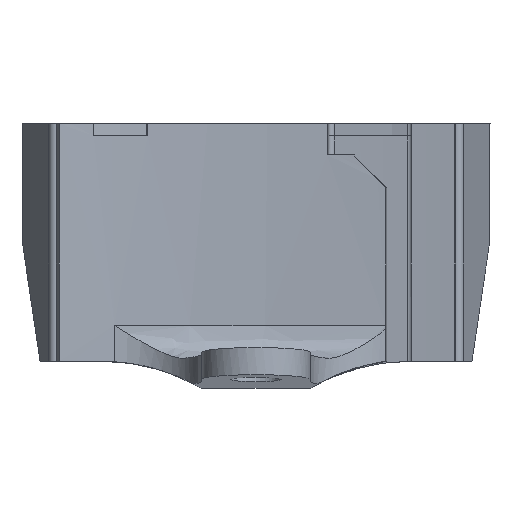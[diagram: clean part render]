
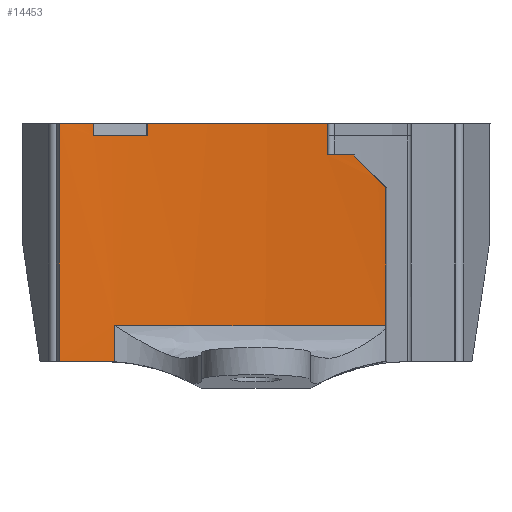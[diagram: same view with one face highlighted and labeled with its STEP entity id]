
A CAD part, front view. The second image highlights one B-rep face of the part: STEP entity #14453.
In plain terms, the highlighted cylindrical face has radius 239.292 mm (diameter 478.585 mm), a partial arc.
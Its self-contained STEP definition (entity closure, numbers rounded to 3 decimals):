
#2076=CYLINDRICAL_SURFACE('',#14575,239.292);
#2123=CIRCLE('',#14577,239.292);
#2124=CIRCLE('',#14578,239.292);
#2125=CIRCLE('',#14579,239.292);
#2126=CIRCLE('',#14580,239.292);
#2127=CIRCLE('',#14581,239.292);
#2864=FACE_OUTER_BOUND('',#3643,.T.);
#3643=EDGE_LOOP('',(#12605,#12606,#12607,#12608,#12609,#12610,#12611,#12612,
#12613,#12614,#12615,#12616,#12617,#12618));
#3744=B_SPLINE_CURVE_WITH_KNOTS('',3,(#28811,#28812,#28813,#28814),
 .UNSPECIFIED.,.F.,.F.,(4,4),(-5.696,-5.474),
 .UNSPECIFIED.);
#4474=LINE('',#28789,#5275);
#4475=LINE('',#28795,#5276);
#4476=LINE('',#28799,#5277);
#4477=LINE('',#28803,#5278);
#4478=LINE('',#28807,#5279);
#4479=LINE('',#28815,#5280);
#5275=VECTOR('',#15441,10.);
#5276=VECTOR('',#15446,10.);
#5277=VECTOR('',#15449,10.);
#5278=VECTOR('',#15452,10.);
#5279=VECTOR('',#15455,10.);
#5280=VECTOR('',#15458,10.);
#5394=ELLIPSE('',#14573,240.161,239.292);
#5395=ELLIPSE('',#14576,338.411,239.292);
#6779=VERTEX_POINT('',#28742);
#6780=VERTEX_POINT('',#28759);
#6782=VERTEX_POINT('',#28788);
#6783=VERTEX_POINT('',#28790);
#6784=VERTEX_POINT('',#28792);
#6785=VERTEX_POINT('',#28794);
#6786=VERTEX_POINT('',#28796);
#6787=VERTEX_POINT('',#28798);
#6788=VERTEX_POINT('',#28800);
#6789=VERTEX_POINT('',#28802);
#6790=VERTEX_POINT('',#28804);
#6791=VERTEX_POINT('',#28806);
#6792=VERTEX_POINT('',#28808);
#6793=VERTEX_POINT('',#28810);
#8969=EDGE_CURVE('',#6779,#6780,#5394,.T.);
#8974=EDGE_CURVE('',#6779,#6782,#4474,.T.);
#8975=EDGE_CURVE('',#6783,#6782,#5395,.T.);
#8976=EDGE_CURVE('',#6784,#6783,#2123,.T.);
#8977=EDGE_CURVE('',#6785,#6784,#4475,.T.);
#8978=EDGE_CURVE('',#6786,#6785,#2124,.T.);
#8979=EDGE_CURVE('',#6787,#6786,#4476,.T.);
#8980=EDGE_CURVE('',#6788,#6787,#2125,.T.);
#8981=EDGE_CURVE('',#6788,#6789,#4477,.T.);
#8982=EDGE_CURVE('',#6790,#6789,#2126,.T.);
#8983=EDGE_CURVE('',#6790,#6791,#4478,.T.);
#8984=EDGE_CURVE('',#6791,#6792,#2127,.T.);
#8985=EDGE_CURVE('',#6793,#6792,#3744,.T.);
#8986=EDGE_CURVE('',#6780,#6793,#4479,.T.);
#12605=ORIENTED_EDGE('',*,*,#8969,.F.);
#12606=ORIENTED_EDGE('',*,*,#8974,.T.);
#12607=ORIENTED_EDGE('',*,*,#8975,.F.);
#12608=ORIENTED_EDGE('',*,*,#8976,.F.);
#12609=ORIENTED_EDGE('',*,*,#8977,.F.);
#12610=ORIENTED_EDGE('',*,*,#8978,.F.);
#12611=ORIENTED_EDGE('',*,*,#8979,.F.);
#12612=ORIENTED_EDGE('',*,*,#8980,.F.);
#12613=ORIENTED_EDGE('',*,*,#8981,.T.);
#12614=ORIENTED_EDGE('',*,*,#8982,.F.);
#12615=ORIENTED_EDGE('',*,*,#8983,.T.);
#12616=ORIENTED_EDGE('',*,*,#8984,.T.);
#12617=ORIENTED_EDGE('',*,*,#8985,.F.);
#12618=ORIENTED_EDGE('',*,*,#8986,.F.);
#14453=ADVANCED_FACE('',(#2864),#2076,.F.);
#14573=AXIS2_PLACEMENT_3D('',#28760,#15433,#15434);
#14575=AXIS2_PLACEMENT_3D('',#28787,#15439,#15440);
#14576=AXIS2_PLACEMENT_3D('',#28791,#15442,#15443);
#14577=AXIS2_PLACEMENT_3D('',#28793,#15444,#15445);
#14578=AXIS2_PLACEMENT_3D('',#28797,#15447,#15448);
#14579=AXIS2_PLACEMENT_3D('',#28801,#15450,#15451);
#14580=AXIS2_PLACEMENT_3D('',#28805,#15453,#15454);
#14581=AXIS2_PLACEMENT_3D('',#28809,#15456,#15457);
#15433=DIRECTION('center_axis',(0.,0.085,
0.996));
#15434=DIRECTION('ref_axis',(0.,0.996,-0.085));
#15439=DIRECTION('center_axis',(0.,0.,-1.));
#15440=DIRECTION('ref_axis',(-0.153,0.988,0.));
#15441=DIRECTION('',(0.,0.,1.));
#15442=DIRECTION('center_axis',(-0.704,0.062,-0.707));
#15443=DIRECTION('ref_axis',(-0.704,0.062,0.707));
#15444=DIRECTION('center_axis',(0.,0.,-1.));
#15445=DIRECTION('ref_axis',(-0.055,0.998,0.));
#15446=DIRECTION('',(0.,0.,-1.));
#15447=DIRECTION('center_axis',(0.,0.,-1.));
#15448=DIRECTION('ref_axis',(0.055,0.998,0.));
#15449=DIRECTION('',(0.,0.,1.));
#15450=DIRECTION('center_axis',(0.,0.,-1.));
#15451=DIRECTION('ref_axis',(-0.153,0.988,0.));
#15452=DIRECTION('',(0.,0.,1.));
#15453=DIRECTION('center_axis',(0.,0.,-1.));
#15454=DIRECTION('ref_axis',(0.055,0.998,0.));
#15455=DIRECTION('',(0.,0.,-1.));
#15456=DIRECTION('center_axis',(0.,0.,-1.));
#15457=DIRECTION('ref_axis',(-0.055,0.998,0.));
#15458=DIRECTION('',(0.,0.,-1.));
#28742=CARTESIAN_POINT('',(23.924,63.594,-48.368));
#28759=CARTESIAN_POINT('',(-26.08,63.367,-48.349));
#28760=CARTESIAN_POINT('Origin',(0.,-174.5,-28.06));
#28787=CARTESIAN_POINT('Origin',(0.,-174.5,-13.5));
#28788=CARTESIAN_POINT('',(23.924,63.594,-23.));
#28789=CARTESIAN_POINT('',(23.924,63.594,-55.));
#28790=CARTESIAN_POINT('',(17.947,64.119,-17.));
#28791=CARTESIAN_POINT('Origin',(0.,-174.5,-19.918));
#28792=CARTESIAN_POINT('',(13.115,64.433,-17.));
#28793=CARTESIAN_POINT('Origin',(0.,-174.5,
-17.));
#28794=CARTESIAN_POINT('',(13.115,64.433,-11.2));
#28795=CARTESIAN_POINT('',(13.115,64.433,-13.5));
#28796=CARTESIAN_POINT('',(-19.982,63.957,-11.2));
#28797=CARTESIAN_POINT('Origin',(0.,-174.5,
-11.2));
#28798=CARTESIAN_POINT('',(-19.982,63.957,-13.5));
#28799=CARTESIAN_POINT('',(-19.982,63.957,-13.5));
#28800=CARTESIAN_POINT('',(-29.892,62.918,-13.5));
#28801=CARTESIAN_POINT('Origin',(0.,-174.5,-13.5));
#28802=CARTESIAN_POINT('',(-29.892,62.918,-11.2));
#28803=CARTESIAN_POINT('',(-29.892,62.918,-13.5));
#28804=CARTESIAN_POINT('',(-36.252,62.03,-11.2));
#28805=CARTESIAN_POINT('Origin',(0.,-174.5,
-11.2));
#28806=CARTESIAN_POINT('',(-36.252,62.03,-55.));
#28807=CARTESIAN_POINT('',(-36.252,62.03,-13.5));
#28808=CARTESIAN_POINT('',(-28.303,63.113,-55.));
#28809=CARTESIAN_POINT('Origin',(0.,-174.5,
-55.));
#28810=CARTESIAN_POINT('',(-26.08,63.367,-55.069));
#28811=CARTESIAN_POINT('Ctrl Pts',(-26.08,63.367,-55.069));
#28812=CARTESIAN_POINT('Ctrl Pts',(-26.828,63.285,-55.022));
#28813=CARTESIAN_POINT('Ctrl Pts',(-27.57,63.2,-55.));
#28814=CARTESIAN_POINT('Ctrl Pts',(-28.303,63.113,-55.));
#28815=CARTESIAN_POINT('',(-26.08,63.367,-13.5));
